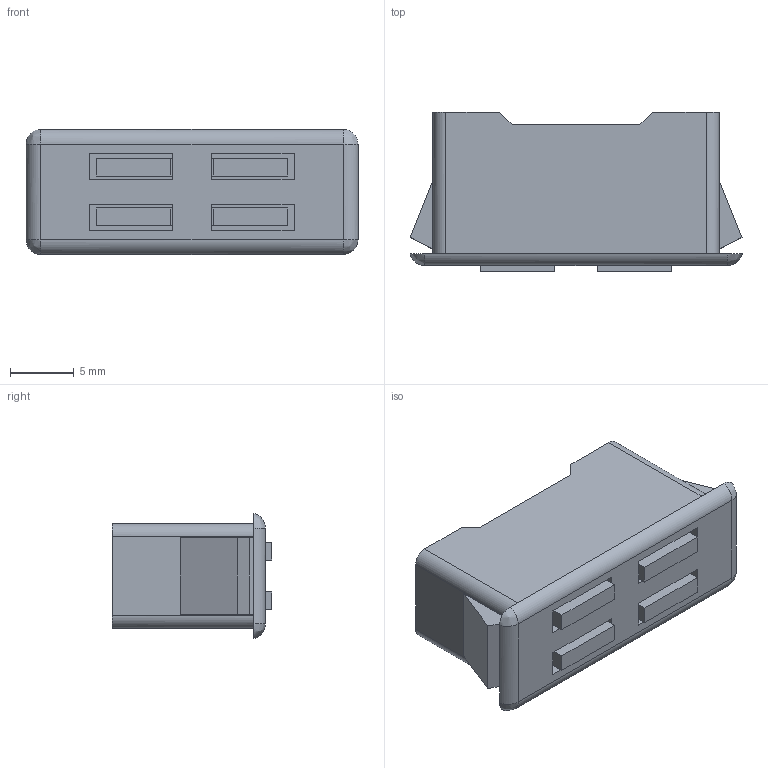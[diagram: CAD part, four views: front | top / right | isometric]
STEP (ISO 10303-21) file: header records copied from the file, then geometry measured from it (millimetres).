
FILE_DESCRIPTION((''),'2;1');
FILE_NAME('','2005-07-15T16:21:04',(''),(''),'','CADfix','');
FILE_SCHEMA(('AUTOMOTIVE_DESIGN'));
Length unit declared in the file: millimetre
Products named in the file (4): attachment; spring; housing; TL_295_1_6564_36
Assembly tree (4 placements, depth 2):
  TL_295_1_6564_36
    attachment  x2
    spring
    housing
Bounding box: 26 x 12.5 x 9.8 mm (x, y, z)
Volume: 1696.6 mm3; surface area: 2994.1 mm2
Topology: 4 solids, 4 shells, 92 faces, 258 edges, 168 vertices
Faces by surface type: bspline 92
Entity records: 2557 total; most frequent: CARTESIAN_POINT 1044, ORIENTED_EDGE 468, EDGE_CURVE 234, QUASI_UNIFORM_CURVE 214, VERTEX_POINT 152, EDGE_LOOP 88, FACE_OUTER_BOUND 82, ADVANCED_FACE 82
